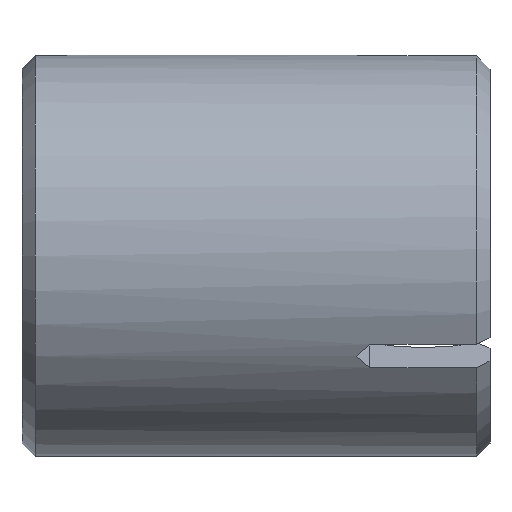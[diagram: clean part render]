
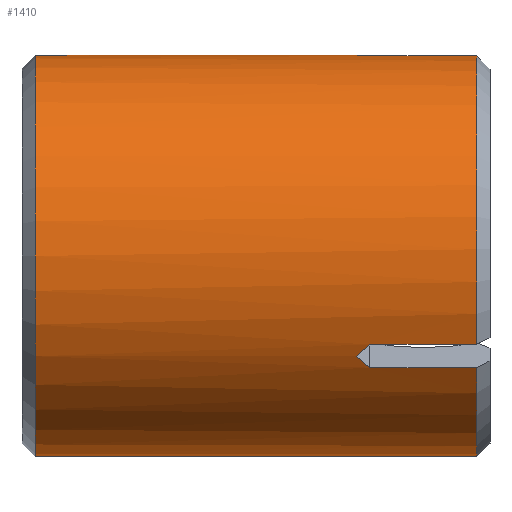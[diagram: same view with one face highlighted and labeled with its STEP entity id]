
A CAD part, left-side view. The second image highlights one B-rep face of the part: STEP entity #1410.
In plain terms, the highlighted cylindrical face has radius 15 mm (diameter 30 mm), a partial arc.
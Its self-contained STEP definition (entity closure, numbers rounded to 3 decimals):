
#7 = CARTESIAN_POINT ( 'NONE',  ( -12.99, 10., -7.5 ) ) ;
#37 = EDGE_CURVE ( 'NONE', #790, #224, #981, .T. ) ;
#54 = ORIENTED_EDGE ( 'NONE', *, *, #680, .F. ) ;
#62 = LINE ( 'NONE', #615, #827 ) ;
#87 = CIRCLE ( 'NONE', #271, 15. ) ;
#88 = DIRECTION ( 'NONE',  ( 0., -1., 0. ) ) ;
#102 = DIRECTION ( 'NONE',  ( 0., 1., 0. ) ) ;
#115 = VERTEX_POINT ( 'NONE', #439 ) ;
#129 = VECTOR ( 'NONE', #1107, 1000. ) ;
#130 = CARTESIAN_POINT ( 'NONE',  ( -13.461, 35., -6.617 ) ) ;
#141 = CARTESIAN_POINT ( 'NONE',  ( -13.157, 9.666, -7.211 ) ) ;
#152 = CARTESIAN_POINT ( 'NONE',  ( -12.99, 10., -7.5 ) ) ;
#154 = VERTEX_POINT ( 'NONE', #455 ) ;
#181 = CARTESIAN_POINT ( 'NONE',  ( -12.461, 35., -8.349 ) ) ;
#188 = ORIENTED_EDGE ( 'NONE', *, *, #1326, .T. ) ;
#191 = CARTESIAN_POINT ( 'NONE',  ( 0., 35., -15. ) ) ;
#198 = CARTESIAN_POINT ( 'NONE',  ( -12.647, 9.333, -8.072 ) ) ;
#224 = VERTEX_POINT ( 'NONE', #1355 ) ;
#237 = ORIENTED_EDGE ( 'NONE', *, *, #1296, .T. ) ;
#262 = CARTESIAN_POINT ( 'NONE',  ( -1., 9., 14.967 ) ) ;
#271 = AXIS2_PLACEMENT_3D ( 'NONE', #531, #523, #973 ) ;
#276 = CARTESIAN_POINT ( 'NONE',  ( -13.461, 1., -6.617 ) ) ;
#287 = ORIENTED_EDGE ( 'NONE', *, *, #37, .T. ) ;
#293 = DIRECTION ( 'NONE',  ( 0., -1., 0. ) ) ;
#302 = VECTOR ( 'NONE', #1299, 1000. ) ;
#309 =( BOUNDED_CURVE ( )  B_SPLINE_CURVE ( 3, ( #1076, #881, #1315, #768 ),
 .UNSPECIFIED., .F., .F. ) 
 B_SPLINE_CURVE_WITH_KNOTS ( ( 4, 4 ),
 ( 1.504, 1.571 ),
 .UNSPECIFIED. ) 
 CURVE ( )  GEOMETRIC_REPRESENTATION_ITEM ( )  RATIONAL_B_SPLINE_CURVE ( ( 1., 1., 1., 1. ) ) 
 REPRESENTATION_ITEM ( '' )  );
#335 = LINE ( 'NONE', #130, #129 ) ;
#400 = DIRECTION ( 'NONE',  ( 0., -1., 0. ) ) ;
#401 = VERTEX_POINT ( 'NONE', #262 ) ;
#425 = CARTESIAN_POINT ( 'NONE',  ( -12.461, 9., -8.349 ) ) ;
#429 = VERTEX_POINT ( 'NONE', #276 ) ;
#439 = CARTESIAN_POINT ( 'NONE',  ( -12.461, 9., -8.349 ) ) ;
#448 = FACE_OUTER_BOUND ( 'NONE', #914, .T. ) ;
#455 = CARTESIAN_POINT ( 'NONE',  ( -1., 1., 14.967 ) ) ;
#462 = CARTESIAN_POINT ( 'NONE',  ( 0., 35., 0. ) ) ;
#488 = EDGE_CURVE ( 'NONE', #429, #974, #335, .T. ) ;
#511 = CARTESIAN_POINT ( 'NONE',  ( -13.461, 9., -6.617 ) ) ;
#521 = VERTEX_POINT ( 'NONE', #550 ) ;
#523 = DIRECTION ( 'NONE',  ( 0., -1., 0. ) ) ;
#527 = DIRECTION ( 'NONE',  ( 0., 1., 0. ) ) ;
#531 = CARTESIAN_POINT ( 'NONE',  ( 0., 34., 0. ) ) ;
#543 = DIRECTION ( 'NONE',  ( 0., 0., 1. ) ) ;
#550 = CARTESIAN_POINT ( 'NONE',  ( 0., 10., 15. ) ) ;
#615 = CARTESIAN_POINT ( 'NONE',  ( 0., 35., 15. ) ) ;
#639 = CARTESIAN_POINT ( 'NONE',  ( -12.99, 10., -7.5 ) ) ;
#661 = EDGE_CURVE ( 'NONE', #839, #974, #786, .T. ) ;
#678 = AXIS2_PLACEMENT_3D ( 'NONE', #746, #527, #1088 ) ;
#680 = EDGE_CURVE ( 'NONE', #115, #718, #918, .T. ) ;
#690 = ORIENTED_EDGE ( 'NONE', *, *, #661, .T. ) ;
#693 = VERTEX_POINT ( 'NONE', #954 ) ;
#718 = VERTEX_POINT ( 'NONE', #751 ) ;
#746 = CARTESIAN_POINT ( 'NONE',  ( 0., 1., 0. ) ) ;
#749 = EDGE_CURVE ( 'NONE', #693, #521, #62, .T. ) ;
#751 = CARTESIAN_POINT ( 'NONE',  ( -12.461, 1., -8.349 ) ) ;
#754 = EDGE_CURVE ( 'NONE', #693, #790, #87, .T. ) ;
#756 = AXIS2_PLACEMENT_3D ( 'NONE', #989, #102, #543 ) ;
#768 = CARTESIAN_POINT ( 'NONE',  ( 0., 10., 15. ) ) ;
#780 = DIRECTION ( 'NONE',  ( 0., -1., 0. ) ) ;
#786 =( BOUNDED_CURVE ( )  B_SPLINE_CURVE ( 3, ( #152, #141, #1043, #929 ),
 .UNSPECIFIED., .F., .F. ) 
 B_SPLINE_CURVE_WITH_KNOTS ( ( 4, 4 ),
 ( 4.712, 4.779 ),
 .UNSPECIFIED. ) 
 CURVE ( )  GEOMETRIC_REPRESENTATION_ITEM ( )  RATIONAL_B_SPLINE_CURVE ( ( 1., 1., 1., 1. ) ) 
 REPRESENTATION_ITEM ( '' )  );
#790 = VERTEX_POINT ( 'NONE', #1181 ) ;
#827 = VECTOR ( 'NONE', #400, 1000. ) ;
#839 = VERTEX_POINT ( 'NONE', #7 ) ;
#846 = LINE ( 'NONE', #1195, #1368 ) ;
#881 = CARTESIAN_POINT ( 'NONE',  ( -0.667, 9.333, 14.989 ) ) ;
#902 = ORIENTED_EDGE ( 'NONE', *, *, #1006, .T. ) ;
#914 = EDGE_LOOP ( 'NONE', ( #1165, #964, #287, #926, #54, #902, #690, #1036, #237, #1099, #188 ) ) ;
#918 = LINE ( 'NONE', #181, #1151 ) ;
#926 = ORIENTED_EDGE ( 'NONE', *, *, #1026, .T. ) ;
#929 = CARTESIAN_POINT ( 'NONE',  ( -13.461, 9., -6.617 ) ) ;
#954 = CARTESIAN_POINT ( 'NONE',  ( 0., 34., 15. ) ) ;
#964 = ORIENTED_EDGE ( 'NONE', *, *, #754, .T. ) ;
#973 = DIRECTION ( 'NONE',  ( 0., 0., 1. ) ) ;
#974 = VERTEX_POINT ( 'NONE', #511 ) ;
#977 = EDGE_CURVE ( 'NONE', #401, #154, #846, .T. ) ;
#981 = LINE ( 'NONE', #191, #302 ) ;
#989 = CARTESIAN_POINT ( 'NONE',  ( 0., 1., 0. ) ) ;
#1006 = EDGE_CURVE ( 'NONE', #115, #839, #1089, .T. ) ;
#1026 = EDGE_CURVE ( 'NONE', #224, #718, #1302, .T. ) ;
#1036 = ORIENTED_EDGE ( 'NONE', *, *, #488, .F. ) ;
#1043 = CARTESIAN_POINT ( 'NONE',  ( -13.314, 9.333, -6.917 ) ) ;
#1076 = CARTESIAN_POINT ( 'NONE',  ( -1., 9., 14.967 ) ) ;
#1088 = DIRECTION ( 'NONE',  ( 0., 0., 1. ) ) ;
#1089 =( BOUNDED_CURVE ( )  B_SPLINE_CURVE ( 3, ( #425, #198, #1188, #639 ),
 .UNSPECIFIED., .F., .F. ) 
 B_SPLINE_CURVE_WITH_KNOTS ( ( 4, 4 ),
 ( 1.504, 1.571 ),
 .UNSPECIFIED. ) 
 CURVE ( )  GEOMETRIC_REPRESENTATION_ITEM ( )  RATIONAL_B_SPLINE_CURVE ( ( 1., 1., 1., 1. ) ) 
 REPRESENTATION_ITEM ( '' )  );
#1099 = ORIENTED_EDGE ( 'NONE', *, *, #977, .F. ) ;
#1107 = DIRECTION ( 'NONE',  ( 0., 1., 0. ) ) ;
#1148 = AXIS2_PLACEMENT_3D ( 'NONE', #462, #780, #1343 ) ;
#1151 = VECTOR ( 'NONE', #88, 1000. ) ;
#1165 = ORIENTED_EDGE ( 'NONE', *, *, #749, .F. ) ;
#1181 = CARTESIAN_POINT ( 'NONE',  ( 0., 34., -15. ) ) ;
#1188 = CARTESIAN_POINT ( 'NONE',  ( -12.824, 9.666, -7.789 ) ) ;
#1195 = CARTESIAN_POINT ( 'NONE',  ( -1., 35., 14.967 ) ) ;
#1296 = EDGE_CURVE ( 'NONE', #429, #154, #1375, .T. ) ;
#1299 = DIRECTION ( 'NONE',  ( 0., -1., 0. ) ) ;
#1302 = CIRCLE ( 'NONE', #678, 15. ) ;
#1315 = CARTESIAN_POINT ( 'NONE',  ( -0.334, 9.666, 15. ) ) ;
#1326 = EDGE_CURVE ( 'NONE', #401, #521, #309, .T. ) ;
#1343 = DIRECTION ( 'NONE',  ( 0., 0., -1. ) ) ;
#1352 = CYLINDRICAL_SURFACE ( 'NONE', #1148, 15. ) ;
#1355 = CARTESIAN_POINT ( 'NONE',  ( 0., 1., -15. ) ) ;
#1368 = VECTOR ( 'NONE', #293, 1000. ) ;
#1375 = CIRCLE ( 'NONE', #756, 15. ) ;
#1410 = ADVANCED_FACE ( 'NONE', ( #448 ), #1352, .T. ) ;
